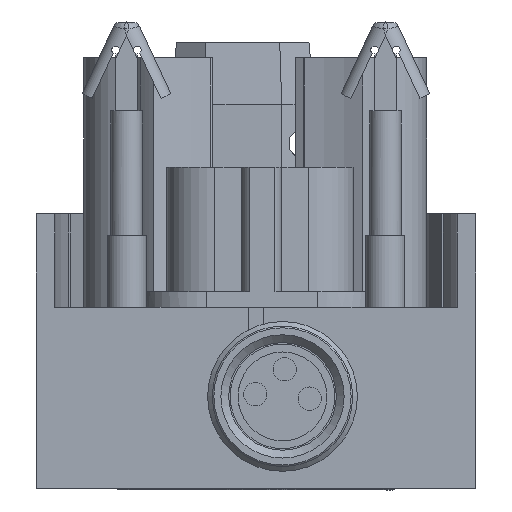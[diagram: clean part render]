
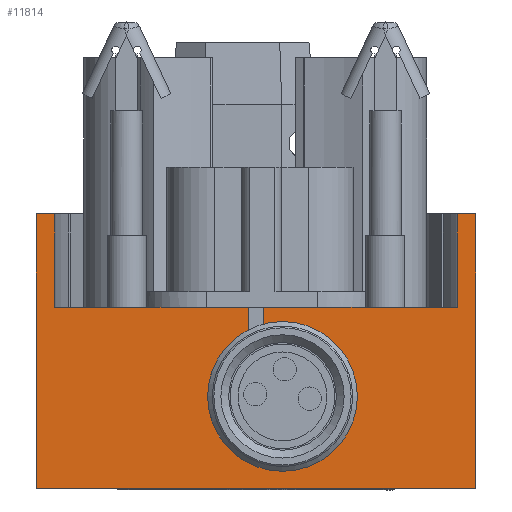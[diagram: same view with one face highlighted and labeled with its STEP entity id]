
A CAD part, front view. The second image highlights one B-rep face of the part: STEP entity #11814.
In plain terms, the highlighted planar face has unit normal (0, -1, 0).
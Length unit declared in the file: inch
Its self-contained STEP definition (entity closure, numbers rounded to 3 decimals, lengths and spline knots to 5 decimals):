
#78 = DIRECTION ( 'NONE',  ( 0., 0., 1. ) ) ;
#152 = VERTEX_POINT ( 'NONE', #1932 ) ;
#317 = AXIS2_PLACEMENT_3D ( 'NONE', #6880, #15658, #11950 ) ;
#376 = LINE ( 'NONE', #4318, #13396 ) ;
#693 = DIRECTION ( 'NONE',  ( 0., 0., -1. ) ) ;
#867 = LINE ( 'NONE', #1926, #8322 ) ;
#878 = EDGE_CURVE ( 'NONE', #8195, #6129, #2449, .T. ) ;
#957 = EDGE_CURVE ( 'NONE', #8796, #9822, #10284, .T. ) ;
#988 = EDGE_CURVE ( 'NONE', #16044, #12908, #2845, .T. ) ;
#1039 = CARTESIAN_POINT ( 'NONE',  ( 1.64994, 0.08096, 1.25141 ) ) ;
#1163 = ORIENTED_EDGE ( 'NONE', *, *, #6524, .T. ) ;
#1266 = ORIENTED_EDGE ( 'NONE', *, *, #10981, .T. ) ;
#1271 = DIRECTION ( 'NONE',  ( 0., 0., -1. ) ) ;
#1450 = CARTESIAN_POINT ( 'NONE',  ( 1.16175, 0.08096, 1.25141 ) ) ;
#1577 = CARTESIAN_POINT ( 'NONE',  ( 0.58695, 0.08096, 0.79471 ) ) ;
#1899 = EDGE_LOOP ( 'NONE', ( #6958, #1266, #6363, #4299, #6060, #11695, #11194, #7414, #1163, #11677, #7980, #16268, #6549, #7777 ) ) ;
#1926 = CARTESIAN_POINT ( 'NONE',  ( 1.69718, 0.08096, 0.79471 ) ) ;
#1932 = CARTESIAN_POINT ( 'NONE',  ( 1.12238, 0.08096, 1.09302 ) ) ;
#2229 = CARTESIAN_POINT ( 'NONE',  ( 1.14206, 0.08096, 1.25141 ) ) ;
#2449 = LINE ( 'NONE', #13712, #9770 ) ;
#2637 = VERTEX_POINT ( 'NONE', #3063 ) ;
#2646 = LINE ( 'NONE', #12662, #6250 ) ;
#2678 = CARTESIAN_POINT ( 'NONE',  ( 1.12238, 0.08096, 1.25141 ) ) ;
#2739 = CARTESIAN_POINT ( 'NONE',  ( 1.27449, 0.08096, 1.027 ) ) ;
#2776 = LINE ( 'NONE', #14112, #13405 ) ;
#2845 = LINE ( 'NONE', #13024, #12984 ) ;
#2901 = EDGE_CURVE ( 'NONE', #152, #2637, #12077, .T. ) ;
#2975 = CARTESIAN_POINT ( 'NONE',  ( 1.22664, 0.08096, 0.94182 ) ) ;
#3063 = CARTESIAN_POINT ( 'NONE',  ( 1.17686, 0.08096, 0.96753 ) ) ;
#3078 = DIRECTION ( 'NONE',  ( 0., 0., -1. ) ) ;
#3262 = EDGE_CURVE ( 'NONE', #14669, #5104, #2776, .T. ) ;
#3675 = DIRECTION ( 'NONE',  ( 1., 0., 0. ) ) ;
#3895 = CARTESIAN_POINT ( 'NONE',  ( 1.14206, 0.08096, 1.027 ) ) ;
#4032 = CARTESIAN_POINT ( 'NONE',  ( 0.58695, 0.08096, 1.48763 ) ) ;
#4220 = CARTESIAN_POINT ( 'NONE',  ( 1.17686, 0.08096, 1.08647 ) ) ;
#4299 = ORIENTED_EDGE ( 'NONE', *, *, #11683, .F. ) ;
#4318 = CARTESIAN_POINT ( 'NONE',  ( 1.12238, 0.08096, 0.79471 ) ) ;
#4346 = CARTESIAN_POINT ( 'NONE',  ( 1.16175, 0.08096, 1.09302 ) ) ;
#4467 = LINE ( 'NONE', #5788, #7590 ) ;
#4486 = DIRECTION ( 'NONE',  ( 0., 1., 0. ) ) ;
#4747 = VECTOR ( 'NONE', #13963, 39.37008 ) ;
#5104 = VERTEX_POINT ( 'NONE', #8704 ) ;
#5185 = DIRECTION ( 'NONE',  ( 0., 0., 1. ) ) ;
#5372 = CARTESIAN_POINT ( 'NONE',  ( 1.17686, 0.08096, 0.96753 ) ) ;
#5536 = CARTESIAN_POINT ( 'NONE',  ( 1.22664, 0.08096, 1.11217 ) ) ;
#5652 = VERTEX_POINT ( 'NONE', #2678 ) ;
#5726 = EDGE_CURVE ( 'NONE', #12908, #8195, #4467, .T. ) ;
#5758 = CARTESIAN_POINT ( 'NONE',  ( 1.69718, 0.08096, 0.79471 ) ) ;
#5788 = CARTESIAN_POINT ( 'NONE',  ( 0.58695, 0.08096, 1.48763 ) ) ;
#5882 = FACE_OUTER_BOUND ( 'NONE', #1899, .T. ) ;
#6060 = ORIENTED_EDGE ( 'NONE', *, *, #8986, .F. ) ;
#6105 = LINE ( 'NONE', #2229, #9375 ) ;
#6129 = VERTEX_POINT ( 'NONE', #15854 ) ;
#6250 = VECTOR ( 'NONE', #5185, 39.37008 ) ;
#6363 = ORIENTED_EDGE ( 'NONE', *, *, #2901, .F. ) ;
#6524 = EDGE_CURVE ( 'NONE', #16044, #8922, #10070, .T. ) ;
#6525 =( BOUNDED_CURVE ( )  B_SPLINE_CURVE ( 3, ( #4220, #5536, #11679, #2739, #15309, #2975, #5372 ),
 .UNSPECIFIED., .F., .F. ) 
 B_SPLINE_CURVE_WITH_KNOTS ( ( 4, 3, 4 ),
 ( 1.09412, 3.14159, 5.18906 ),
 .UNSPECIFIED. ) 
 CURVE ( )  GEOMETRIC_REPRESENTATION_ITEM ( )  RATIONAL_B_SPLINE_CURVE ( ( 1., 0.68, 0.68, 1., 0.68, 0.68, 1. ) ) 
 REPRESENTATION_ITEM ( '' )  );
#6549 = ORIENTED_EDGE ( 'NONE', *, *, #8285, .F. ) ;
#6556 = VECTOR ( 'NONE', #3675, 39.37008 ) ;
#6880 = CARTESIAN_POINT ( 'NONE',  ( 1.14206, 0.08096, 1.027 ) ) ;
#6952 = DIRECTION ( 'NONE',  ( 0., 0., 1. ) ) ;
#6958 = ORIENTED_EDGE ( 'NONE', *, *, #957, .F. ) ;
#7013 = DIRECTION ( 'NONE',  ( 1., 0., 0. ) ) ;
#7414 = ORIENTED_EDGE ( 'NONE', *, *, #988, .F. ) ;
#7590 = VECTOR ( 'NONE', #7013, 39.37008 ) ;
#7623 = VERTEX_POINT ( 'NONE', #1450 ) ;
#7746 = DIRECTION ( 'NONE',  ( 0., -1., 0. ) ) ;
#7777 = ORIENTED_EDGE ( 'NONE', *, *, #8341, .F. ) ;
#7834 = EDGE_CURVE ( 'NONE', #14571, #8922, #867, .T. ) ;
#7980 = ORIENTED_EDGE ( 'NONE', *, *, #9488, .F. ) ;
#8195 = VERTEX_POINT ( 'NONE', #15710 ) ;
#8271 = CARTESIAN_POINT ( 'NONE',  ( 1.69718, 0.08096, 1.48763 ) ) ;
#8285 = EDGE_CURVE ( 'NONE', #7623, #14669, #6105, .T. ) ;
#8322 = VECTOR ( 'NONE', #693, 39.37008 ) ;
#8341 = EDGE_CURVE ( 'NONE', #9822, #7623, #2646, .T. ) ;
#8704 = CARTESIAN_POINT ( 'NONE',  ( 1.64994, 0.08096, 1.48763 ) ) ;
#8789 = LINE ( 'NONE', #13798, #4747 ) ;
#8796 = VERTEX_POINT ( 'NONE', #13391 ) ;
#8922 = VERTEX_POINT ( 'NONE', #5758 ) ;
#8986 = EDGE_CURVE ( 'NONE', #6129, #5652, #8789, .T. ) ;
#9375 = VECTOR ( 'NONE', #11107, 39.37008 ) ;
#9488 = EDGE_CURVE ( 'NONE', #5104, #14571, #9541, .T. ) ;
#9541 = LINE ( 'NONE', #13077, #15781 ) ;
#9770 = VECTOR ( 'NONE', #10161, 39.37008 ) ;
#9822 = VERTEX_POINT ( 'NONE', #4346 ) ;
#10070 = LINE ( 'NONE', #13701, #6556 ) ;
#10161 = DIRECTION ( 'NONE',  ( 0., 0., -1. ) ) ;
#10284 = CIRCLE ( 'NONE', #317, 0.0689 ) ;
#10981 = EDGE_CURVE ( 'NONE', #8796, #2637, #6525, .T. ) ;
#11107 = DIRECTION ( 'NONE',  ( 1., 0., 0. ) ) ;
#11194 = ORIENTED_EDGE ( 'NONE', *, *, #5726, .F. ) ;
#11468 = AXIS2_PLACEMENT_3D ( 'NONE', #14579, #4486, #6952 ) ;
#11677 = ORIENTED_EDGE ( 'NONE', *, *, #7834, .F. ) ;
#11679 = CARTESIAN_POINT ( 'NONE',  ( 1.27449, 0.08096, 1.08303 ) ) ;
#11683 = EDGE_CURVE ( 'NONE', #5652, #152, #376, .T. ) ;
#11695 = ORIENTED_EDGE ( 'NONE', *, *, #878, .F. ) ;
#11798 = DIRECTION ( 'NONE',  ( 0., 0., 1. ) ) ;
#11814 = ADVANCED_FACE ( 'NONE', ( #5882 ), #14503, .F. ) ;
#11921 = DIRECTION ( 'NONE',  ( 1., 0., 0. ) ) ;
#11950 = DIRECTION ( 'NONE',  ( 0., 0., -1. ) ) ;
#12077 = CIRCLE ( 'NONE', #15780, 0.0689 ) ;
#12662 = CARTESIAN_POINT ( 'NONE',  ( 1.16175, 0.08096, 0.79471 ) ) ;
#12908 = VERTEX_POINT ( 'NONE', #4032 ) ;
#12984 = VECTOR ( 'NONE', #11798, 39.37008 ) ;
#13024 = CARTESIAN_POINT ( 'NONE',  ( 0.58695, 0.08096, 0.79471 ) ) ;
#13077 = CARTESIAN_POINT ( 'NONE',  ( 0.58695, 0.08096, 1.48763 ) ) ;
#13391 = CARTESIAN_POINT ( 'NONE',  ( 1.17686, 0.08096, 1.08647 ) ) ;
#13396 = VECTOR ( 'NONE', #3078, 39.37008 ) ;
#13405 = VECTOR ( 'NONE', #78, 39.37008 ) ;
#13701 = CARTESIAN_POINT ( 'NONE',  ( 0.58695, 0.08096, 0.79471 ) ) ;
#13712 = CARTESIAN_POINT ( 'NONE',  ( 0.63419, 0.08096, 0.79471 ) ) ;
#13798 = CARTESIAN_POINT ( 'NONE',  ( 1.14206, 0.08096, 1.25141 ) ) ;
#13963 = DIRECTION ( 'NONE',  ( 1., 0., 0. ) ) ;
#14112 = CARTESIAN_POINT ( 'NONE',  ( 1.64994, 0.08096, 0.79471 ) ) ;
#14503 = PLANE ( 'NONE',  #11468 ) ;
#14571 = VERTEX_POINT ( 'NONE', #8271 ) ;
#14579 = CARTESIAN_POINT ( 'NONE',  ( 1.14206, 0.08096, 0.79471 ) ) ;
#14669 = VERTEX_POINT ( 'NONE', #1039 ) ;
#15309 = CARTESIAN_POINT ( 'NONE',  ( 1.27449, 0.08096, 0.97097 ) ) ;
#15658 = DIRECTION ( 'NONE',  ( 0., -1., 0. ) ) ;
#15710 = CARTESIAN_POINT ( 'NONE',  ( 0.63419, 0.08096, 1.48763 ) ) ;
#15780 = AXIS2_PLACEMENT_3D ( 'NONE', #3895, #7746, #1271 ) ;
#15781 = VECTOR ( 'NONE', #11921, 39.37008 ) ;
#15854 = CARTESIAN_POINT ( 'NONE',  ( 0.63419, 0.08096, 1.25141 ) ) ;
#16044 = VERTEX_POINT ( 'NONE', #1577 ) ;
#16268 = ORIENTED_EDGE ( 'NONE', *, *, #3262, .F. ) ;
